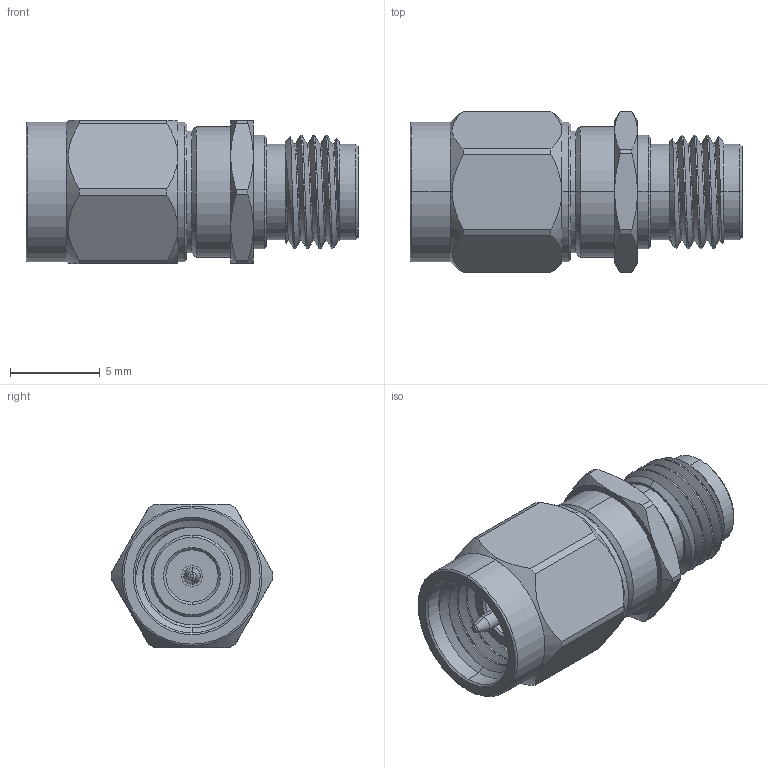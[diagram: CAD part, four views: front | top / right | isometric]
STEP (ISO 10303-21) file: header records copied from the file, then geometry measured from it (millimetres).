
FILE_DESCRIPTION (( 'STEP AP203' ), '1' );
FILE_NAME ('PE9437.step', '2018-08-14T15:54:55', ( '' ), ( '' ), 'SwSTEP 2.0', 'SolidWorks 2017', '' );
FILE_SCHEMA (( 'CONFIG_CONTROL_DESIGN' ));
Length unit declared in the file: inch
Products named in the file (1): PE9437
Bounding box: 18.54 x 9.02 x 8 mm (x, y, z)
Volume: 624.3 mm3; surface area: 916.5 mm2
Topology: 1 solids, 1 shells, 174 faces, 408 edges, 253 vertices
Faces by surface type: cylinder 67, cone 58, plane 39, bspline 6, torus 4
Entity records: 7069 total; most frequent: CARTESIAN_POINT 3127, ORIENTED_EDGE 816, DIRECTION 814, EDGE_CURVE 408, AXIS2_PLACEMENT_3D 343, VERTEX_POINT 253, EDGE_LOOP 191, ADVANCED_FACE 174
